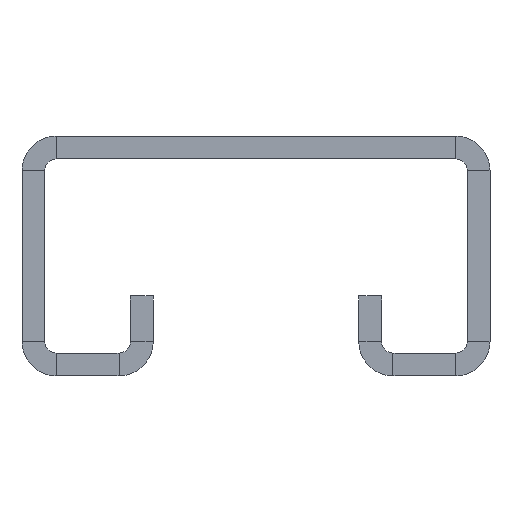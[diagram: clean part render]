
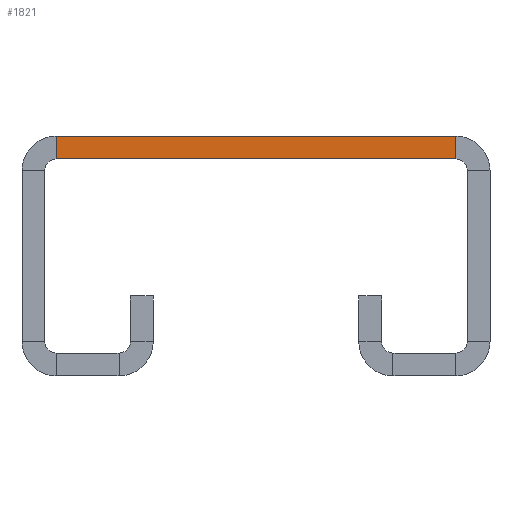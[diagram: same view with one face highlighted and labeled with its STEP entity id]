
A CAD part, front view. The second image highlights one B-rep face of the part: STEP entity #1821.
In plain terms, the highlighted planar face has unit normal (0, -1, 0).
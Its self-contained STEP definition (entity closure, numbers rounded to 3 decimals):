
#397=DIRECTION('',(0.,0.,-1.));
#398=VECTOR('',#397,2.);
#399=CARTESIAN_POINT('',(17.5,-300.,10.5));
#400=LINE('',#399,#398);
#401=DIRECTION('',(1.,0.,0.));
#402=VECTOR('',#401,35.);
#403=CARTESIAN_POINT('',(-17.5,-300.,8.5));
#404=LINE('',#403,#402);
#405=DIRECTION('',(1.,0.,0.));
#406=VECTOR('',#405,35.);
#407=CARTESIAN_POINT('',(-17.5,-300.,10.5));
#408=LINE('',#407,#406);
#693=DIRECTION('',(0.,0.,-1.));
#694=VECTOR('',#693,2.);
#695=CARTESIAN_POINT('',(-17.5,-300.,10.5));
#696=LINE('',#695,#694);
#1114=CARTESIAN_POINT('',(17.5,-300.,10.5));
#1116=VERTEX_POINT('',#1114);
#1126=CARTESIAN_POINT('',(-17.5,-300.,10.5));
#1128=VERTEX_POINT('',#1126);
#1162=CARTESIAN_POINT('',(17.5,-300.,8.5));
#1164=VERTEX_POINT('',#1162);
#1174=CARTESIAN_POINT('',(-17.5,-300.,8.5));
#1176=VERTEX_POINT('',#1174);
#1807=CARTESIAN_POINT('',(0.,-300.,9.5));
#1808=DIRECTION('',(0.,-1.,0.));
#1809=DIRECTION('',(1.,0.,0.));
#1810=AXIS2_PLACEMENT_3D('',#1807,#1808,#1809);
#1811=PLANE('',#1810);
#1813=ORIENTED_EDGE('',*,*,#1812,.T.);
#1815=ORIENTED_EDGE('',*,*,#1814,.F.);
#1817=ORIENTED_EDGE('',*,*,#1816,.F.);
#1818=ORIENTED_EDGE('',*,*,#1678,.T.);
#1819=EDGE_LOOP('',(#1813,#1815,#1817,#1818));
#1820=FACE_OUTER_BOUND('',#1819,.F.);
#1821=ADVANCED_FACE('',(#1820),#1811,.T.);
#1678=EDGE_CURVE('',#1128,#1116,#408,.T.);
#1812=EDGE_CURVE('',#1116,#1164,#400,.T.);
#1814=EDGE_CURVE('',#1176,#1164,#404,.T.);
#1816=EDGE_CURVE('',#1128,#1176,#696,.T.);
